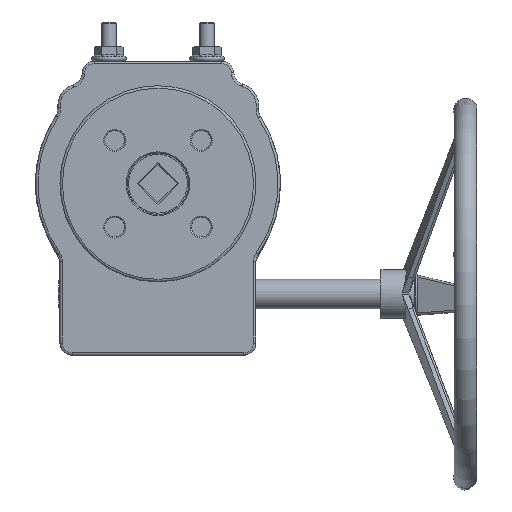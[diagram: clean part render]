
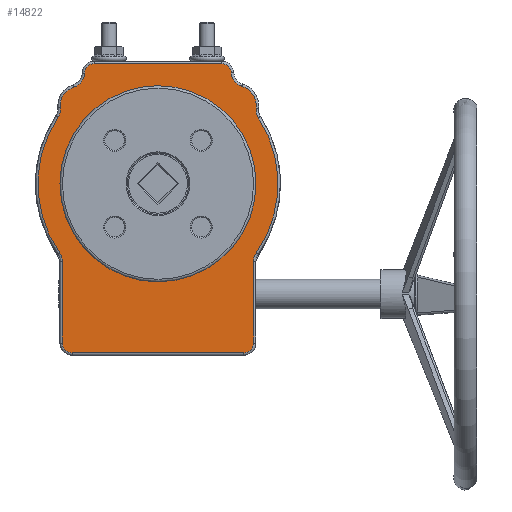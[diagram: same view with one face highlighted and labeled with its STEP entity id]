
A CAD part, front view. The second image highlights one B-rep face of the part: STEP entity #14822.
In plain terms, the highlighted planar face has unit normal (0, -1, 0).
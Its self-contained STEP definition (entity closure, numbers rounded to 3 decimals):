
#389=CIRCLE('',#15814,40.);
#391=CIRCLE('',#15817,4.);
#397=CIRCLE('',#15825,4.);
#400=CIRCLE('',#15829,6.);
#403=CIRCLE('',#15833,8.281);
#406=CIRCLE('',#15837,6.);
#409=CIRCLE('',#15841,49.);
#412=CIRCLE('',#15845,6.);
#416=CIRCLE('',#15851,4.);
#420=CIRCLE('',#15857,4.);
#424=CIRCLE('',#15863,6.);
#427=CIRCLE('',#15867,49.);
#430=CIRCLE('',#15871,6.);
#433=CIRCLE('',#15875,8.029);
#435=CIRCLE('',#15878,6.);
#1464=FACE_BOUND('',#2743,.T.);
#1877=FACE_OUTER_BOUND('',#2742,.T.);
#2742=EDGE_LOOP('',(#10544,#10545,#10546,#10547,#10548,#10549,#10550,#10551,
#10552,#10553,#10554,#10555,#10556,#10557,#10558,#10559,#10560,#10561));
#2743=EDGE_LOOP('',(#10562));
#3708=LINE('',#20963,#4835);
#3710=LINE('',#21005,#4837);
#3712=LINE('',#21017,#4839);
#3714=LINE('',#21029,#4841);
#4835=VECTOR('',#17083,10.);
#4837=VECTOR('',#17137,10.);
#4839=VECTOR('',#17151,10.);
#4841=VECTOR('',#17165,10.);
#6595=VERTEX_POINT('',#20946);
#6597=VERTEX_POINT('',#20951);
#6598=VERTEX_POINT('',#20953);
#6600=VERTEX_POINT('',#20959);
#6602=VERTEX_POINT('',#20965);
#6604=VERTEX_POINT('',#20971);
#6606=VERTEX_POINT('',#20977);
#6608=VERTEX_POINT('',#20983);
#6610=VERTEX_POINT('',#20989);
#6612=VERTEX_POINT('',#20995);
#6614=VERTEX_POINT('',#21001);
#6616=VERTEX_POINT('',#21007);
#6618=VERTEX_POINT('',#21013);
#6620=VERTEX_POINT('',#21019);
#6622=VERTEX_POINT('',#21025);
#6624=VERTEX_POINT('',#21031);
#6626=VERTEX_POINT('',#21037);
#6628=VERTEX_POINT('',#21043);
#6630=VERTEX_POINT('',#21049);
#8067=EDGE_CURVE('',#6595,#6595,#389,.T.);
#8069=EDGE_CURVE('',#6597,#6598,#391,.T.);
#8074=EDGE_CURVE('',#6598,#6600,#3708,.T.);
#8077=EDGE_CURVE('',#6600,#6602,#397,.T.);
#8080=EDGE_CURVE('',#6602,#6604,#400,.T.);
#8083=EDGE_CURVE('',#6604,#6606,#403,.T.);
#8086=EDGE_CURVE('',#6606,#6608,#406,.T.);
#8089=EDGE_CURVE('',#6608,#6610,#409,.T.);
#8092=EDGE_CURVE('',#6610,#6612,#412,.T.);
#8095=EDGE_CURVE('',#6612,#6614,#3710,.T.);
#8098=EDGE_CURVE('',#6614,#6616,#416,.T.);
#8101=EDGE_CURVE('',#6616,#6618,#3712,.T.);
#8104=EDGE_CURVE('',#6618,#6620,#420,.T.);
#8107=EDGE_CURVE('',#6620,#6622,#3714,.T.);
#8110=EDGE_CURVE('',#6622,#6624,#424,.T.);
#8113=EDGE_CURVE('',#6624,#6626,#427,.T.);
#8116=EDGE_CURVE('',#6626,#6628,#430,.T.);
#8119=EDGE_CURVE('',#6628,#6630,#433,.T.);
#8121=EDGE_CURVE('',#6630,#6597,#435,.T.);
#10544=ORIENTED_EDGE('',*,*,#8069,.F.);
#10545=ORIENTED_EDGE('',*,*,#8121,.F.);
#10546=ORIENTED_EDGE('',*,*,#8119,.F.);
#10547=ORIENTED_EDGE('',*,*,#8116,.F.);
#10548=ORIENTED_EDGE('',*,*,#8113,.F.);
#10549=ORIENTED_EDGE('',*,*,#8110,.F.);
#10550=ORIENTED_EDGE('',*,*,#8107,.F.);
#10551=ORIENTED_EDGE('',*,*,#8104,.F.);
#10552=ORIENTED_EDGE('',*,*,#8101,.F.);
#10553=ORIENTED_EDGE('',*,*,#8098,.F.);
#10554=ORIENTED_EDGE('',*,*,#8095,.F.);
#10555=ORIENTED_EDGE('',*,*,#8092,.F.);
#10556=ORIENTED_EDGE('',*,*,#8089,.F.);
#10557=ORIENTED_EDGE('',*,*,#8086,.F.);
#10558=ORIENTED_EDGE('',*,*,#8083,.F.);
#10559=ORIENTED_EDGE('',*,*,#8080,.F.);
#10560=ORIENTED_EDGE('',*,*,#8077,.F.);
#10561=ORIENTED_EDGE('',*,*,#8074,.F.);
#10562=ORIENTED_EDGE('',*,*,#8067,.T.);
#14382=PLANE('',#15896);
#14822=ADVANCED_FACE('',(#1877,#1464),#14382,.T.);
#15814=AXIS2_PLACEMENT_3D('',#20948,#17066,#17067);
#15817=AXIS2_PLACEMENT_3D('',#20954,#17072,#17073);
#15825=AXIS2_PLACEMENT_3D('',#20969,#17090,#17091);
#15829=AXIS2_PLACEMENT_3D('',#20975,#17098,#17099);
#15833=AXIS2_PLACEMENT_3D('',#20981,#17106,#17107);
#15837=AXIS2_PLACEMENT_3D('',#20987,#17114,#17115);
#15841=AXIS2_PLACEMENT_3D('',#20993,#17122,#17123);
#15845=AXIS2_PLACEMENT_3D('',#20999,#17130,#17131);
#15851=AXIS2_PLACEMENT_3D('',#21011,#17144,#17145);
#15857=AXIS2_PLACEMENT_3D('',#21023,#17158,#17159);
#15863=AXIS2_PLACEMENT_3D('',#21035,#17172,#17173);
#15867=AXIS2_PLACEMENT_3D('',#21041,#17180,#17181);
#15871=AXIS2_PLACEMENT_3D('',#21047,#17188,#17189);
#15875=AXIS2_PLACEMENT_3D('',#21053,#17196,#17197);
#15878=AXIS2_PLACEMENT_3D('',#21056,#17202,#17203);
#15896=AXIS2_PLACEMENT_3D('',#21115,#17259,#17260);
#17066=DIRECTION('center_axis',(0.,1.,0.));
#17067=DIRECTION('ref_axis',(-1.,0.,0.));
#17072=DIRECTION('center_axis',(0.,1.,0.));
#17073=DIRECTION('ref_axis',(-0.699,0.,0.715));
#17083=DIRECTION('',(1.,0.,0.));
#17090=DIRECTION('center_axis',(0.,1.,0.));
#17091=DIRECTION('ref_axis',(0.689,0.,0.724));
#17098=DIRECTION('center_axis',(0.,-1.,0.));
#17099=DIRECTION('ref_axis',(-0.788,0.,-0.616));
#17106=DIRECTION('center_axis',(0.,1.,0.));
#17107=DIRECTION('ref_axis',(0.836,0.,0.548));
#17114=DIRECTION('center_axis',(0.,-1.,0.));
#17115=DIRECTION('ref_axis',(-0.973,0.,-0.229));
#17122=DIRECTION('center_axis',(0.,1.,0.));
#17123=DIRECTION('ref_axis',(1.,0.,-0.016));
#17130=DIRECTION('center_axis',(0.,-1.,0.));
#17131=DIRECTION('ref_axis',(-0.953,0.,0.302));
#17137=DIRECTION('',(0.,0.,-1.));
#17144=DIRECTION('center_axis',(0.,1.,0.));
#17145=DIRECTION('ref_axis',(0.707,0.,-0.707));
#17151=DIRECTION('',(-1.,0.,0.));
#17158=DIRECTION('center_axis',(0.,1.,0.));
#17159=DIRECTION('ref_axis',(-0.707,0.,-0.707));
#17165=DIRECTION('',(0.,0.,1.));
#17172=DIRECTION('center_axis',(0.,-1.,0.));
#17173=DIRECTION('ref_axis',(0.953,0.,0.302));
#17180=DIRECTION('center_axis',(0.,1.,0.));
#17181=DIRECTION('ref_axis',(-1.,0.,-0.013));
#17188=DIRECTION('center_axis',(0.,-1.,0.));
#17189=DIRECTION('ref_axis',(0.97,0.,-0.243));
#17196=DIRECTION('center_axis',(0.,1.,0.));
#17197=DIRECTION('ref_axis',(-0.832,0.,0.555));
#17202=DIRECTION('center_axis',(0.,-1.,0.));
#17203=DIRECTION('ref_axis',(0.798,0.,-0.603));
#17259=DIRECTION('center_axis',(0.,-1.,0.));
#17260=DIRECTION('ref_axis',(0.,0.,-1.));
#20946=CARTESIAN_POINT('',(40.,-40.5,0.));
#20948=CARTESIAN_POINT('Origin',(0.,-40.5,0.));
#20951=CARTESIAN_POINT('',(-29.949,-40.5,45.091));
#20953=CARTESIAN_POINT('',(-25.95,-40.5,48.999));
#20954=CARTESIAN_POINT('Origin',(-25.95,-40.5,44.999));
#20959=CARTESIAN_POINT('',(25.95,-40.5,48.999));
#20963=CARTESIAN_POINT('',(15.475,-40.5,48.999));
#20965=CARTESIAN_POINT('',(29.945,-40.5,45.197));
#20969=CARTESIAN_POINT('Origin',(25.95,-40.5,44.999));
#20971=CARTESIAN_POINT('',(34.208,-40.5,39.749));
#20975=CARTESIAN_POINT('Origin',(35.938,-40.5,45.494));
#20977=CARTESIAN_POINT('',(40.044,-40.5,30.849));
#20981=CARTESIAN_POINT('Origin',(31.82,-40.5,31.82));
#20983=CARTESIAN_POINT('',(40.984,-40.5,26.857));
#20987=CARTESIAN_POINT('Origin',(46.003,-40.5,30.146));
#20989=CARTESIAN_POINT('',(40.091,-40.5,-28.173));
#20993=CARTESIAN_POINT('Origin',(0.,-40.5,0.));
#20995=CARTESIAN_POINT('',(39.,-40.5,-31.623));
#20999=CARTESIAN_POINT('Origin',(45.,-40.5,-31.623));
#21001=CARTESIAN_POINT('',(39.,-40.5,-65.));
#21005=CARTESIAN_POINT('',(39.,-40.5,-40.));
#21007=CARTESIAN_POINT('',(35.,-40.5,-69.));
#21011=CARTESIAN_POINT('Origin',(35.,-40.5,-65.));
#21013=CARTESIAN_POINT('',(-35.,-40.5,-69.));
#21017=CARTESIAN_POINT('',(-20.,-40.5,-69.));
#21019=CARTESIAN_POINT('',(-39.,-40.5,-65.));
#21023=CARTESIAN_POINT('Origin',(-35.,-40.5,-65.));
#21025=CARTESIAN_POINT('',(-39.,-40.5,-31.623));
#21029=CARTESIAN_POINT('',(-39.,-40.5,-20.));
#21031=CARTESIAN_POINT('',(-40.091,-40.5,-28.173));
#21035=CARTESIAN_POINT('Origin',(-45.,-40.5,-31.623));
#21037=CARTESIAN_POINT('',(-40.79,-40.5,27.151));
#21041=CARTESIAN_POINT('Origin',(0.,-40.5,0.));
#21043=CARTESIAN_POINT('',(-39.812,-40.5,31.051));
#21047=CARTESIAN_POINT('Origin',(-45.784,-40.5,30.476));
#21049=CARTESIAN_POINT('',(-34.182,-40.5,39.493));
#21053=CARTESIAN_POINT('Origin',(-31.82,-40.5,31.82));
#21056=CARTESIAN_POINT('Origin',(-35.948,-40.5,45.228));
#21115=CARTESIAN_POINT('Origin',(0.,-40.5,-10.));
